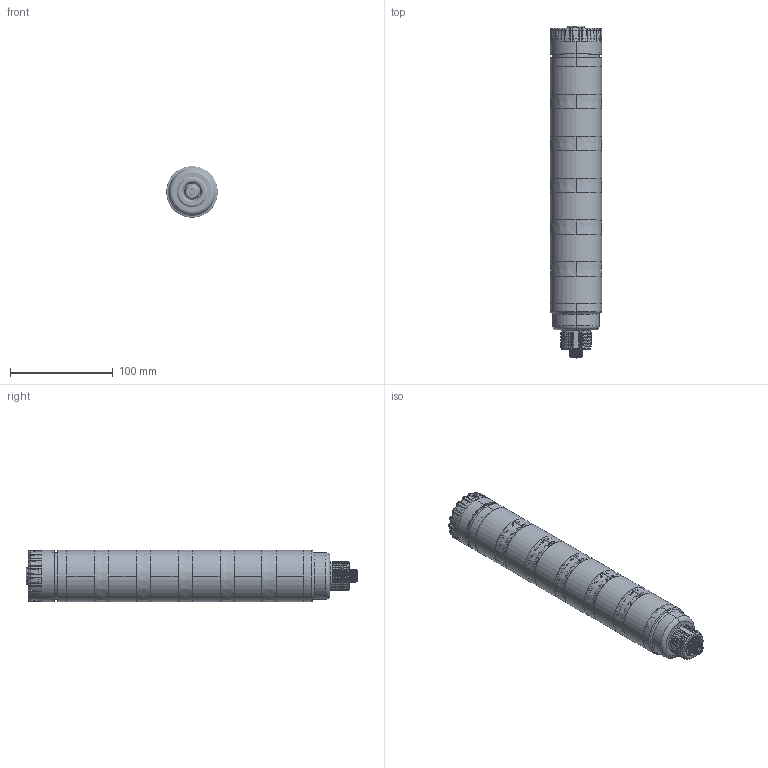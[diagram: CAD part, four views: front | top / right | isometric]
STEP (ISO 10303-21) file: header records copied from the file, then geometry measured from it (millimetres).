
FILE_DESCRIPTION((''),'2;1');
FILE_NAME('175259_ASM','2013-10-02T',('pdmadmin'),(''),'PRO/ENGINEER BY PARAMETRIC TECHNOLOGY CORPORATION, 2012300','PRO/ENGINEER BY PARAMETRIC TECHNOLOGY CORPORATION, 2012300','');
FILE_SCHEMA(('CONFIG_CONTROL_DESIGN'));
Products named in the file (9): 140410; 141960; 08427_NO_ORING; 140427_WEB_MODEL; 140412; 143280; 143281_WEB_MODEL; 143282; 175259_ASM
Assembly tree (17 placements, depth 2):
  175259_ASM
    140410
    141960
    08427_NO_ORING
    140427_WEB_MODEL  x6
    140412  x5
    143280
    143281_WEB_MODEL
    143282
Bounding box: 50 x 322.8 x 50 mm (x, y, z)
Volume: 179531 mm3; surface area: 183123.4 mm2
Topology: 17 solids, 17 shells, 2723 faces, 7107 edges, 4565 vertices
Faces by surface type: plane 1225, cylinder 794, bspline 242, cone 236, torus 226
Entity records: 84179 total; most frequent: CARTESIAN_POINT 48556, ORIENTED_EDGE 7658, DIRECTION 7196, EDGE_CURVE 3829, AXIS2_PLACEMENT_3D 2813, VERTEX_POINT 2421, EDGE_LOOP 1590, VECTOR 1570
